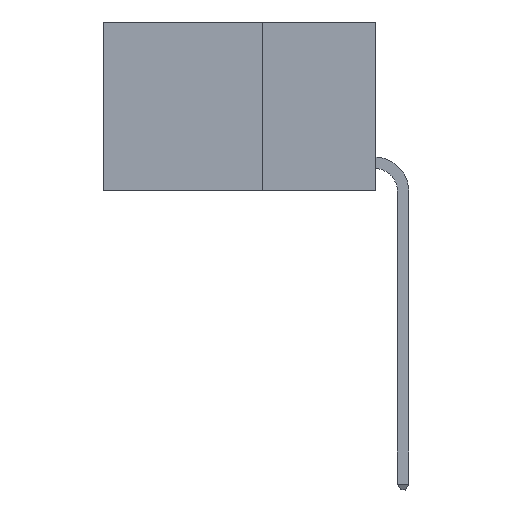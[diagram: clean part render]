
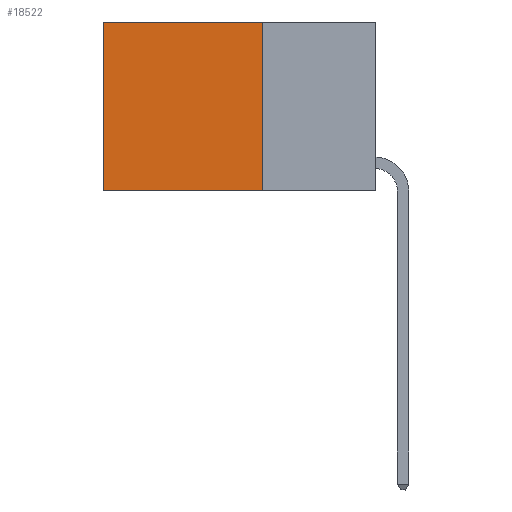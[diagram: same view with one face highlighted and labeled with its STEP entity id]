
A CAD part, left-side view. The second image highlights one B-rep face of the part: STEP entity #18522.
In plain terms, the highlighted planar face has unit normal (-1, 0, 0).
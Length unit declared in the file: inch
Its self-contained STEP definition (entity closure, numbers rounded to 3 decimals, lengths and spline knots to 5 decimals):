
#334 = LINE ( 'NONE', #11741, #4641 ) ;
#1752 = VERTEX_POINT ( 'NONE', #3782 ) ;
#2075 = EDGE_CURVE ( 'NONE', #7680, #18872, #19057, .T. ) ;
#2087 = CARTESIAN_POINT ( 'NONE',  ( 0.2625, 0.25, 0. ) ) ;
#2655 = CARTESIAN_POINT ( 'NONE',  ( 0.2625, 0.25, 0. ) ) ;
#3306 = EDGE_LOOP ( 'NONE', ( #13024, #4490, #17702, #15891 ) ) ;
#3696 = DIRECTION ( 'NONE',  ( 0., 0., -1. ) ) ;
#3782 = CARTESIAN_POINT ( 'NONE',  ( 0.2625, 0.6, -0.37 ) ) ;
#4490 = ORIENTED_EDGE ( 'NONE', *, *, #7729, .F. ) ;
#4641 = VECTOR ( 'NONE', #13359, 39.37008 ) ;
#4958 = DIRECTION ( 'NONE',  ( 0., 0., -1. ) ) ;
#5280 = DIRECTION ( 'NONE',  ( 0., 0., -1. ) ) ;
#6884 = PLANE ( 'NONE',  #17560 ) ;
#7641 = VECTOR ( 'NONE', #10984, 39.37008 ) ;
#7680 = VERTEX_POINT ( 'NONE', #2655 ) ;
#7729 = EDGE_CURVE ( 'NONE', #18872, #1752, #11989, .T. ) ;
#8026 = LINE ( 'NONE', #11771, #16141 ) ;
#8059 = VERTEX_POINT ( 'NONE', #19763 ) ;
#9398 = CARTESIAN_POINT ( 'NONE',  ( 0.2625, 0.25, -0.37 ) ) ;
#10485 = VECTOR ( 'NONE', #4958, 39.37008 ) ;
#10984 = DIRECTION ( 'NONE',  ( 0., 1., 0. ) ) ;
#11741 = CARTESIAN_POINT ( 'NONE',  ( 0.2625, 0.25, 0. ) ) ;
#11771 = CARTESIAN_POINT ( 'NONE',  ( 0.2625, 0.6, 0. ) ) ;
#11989 = LINE ( 'NONE', #15767, #7641 ) ;
#13024 = ORIENTED_EDGE ( 'NONE', *, *, #19744, .T. ) ;
#13090 = CARTESIAN_POINT ( 'NONE',  ( 0.2625, 0.25, 0. ) ) ;
#13359 = DIRECTION ( 'NONE',  ( 0., 1., 0. ) ) ;
#13432 = DIRECTION ( 'NONE',  ( 1., 0., 0. ) ) ;
#15767 = CARTESIAN_POINT ( 'NONE',  ( 0.2625, 0.25, -0.37 ) ) ;
#15891 = ORIENTED_EDGE ( 'NONE', *, *, #18496, .T. ) ;
#16141 = VECTOR ( 'NONE', #5280, 39.37008 ) ;
#16567 = FACE_OUTER_BOUND ( 'NONE', #3306, .T. ) ;
#17560 = AXIS2_PLACEMENT_3D ( 'NONE', #2087, #13432, #3696 ) ;
#17702 = ORIENTED_EDGE ( 'NONE', *, *, #2075, .F. ) ;
#18496 = EDGE_CURVE ( 'NONE', #7680, #8059, #334, .T. ) ;
#18522 = ADVANCED_FACE ( 'NONE', ( #16567 ), #6884, .F. ) ;
#18872 = VERTEX_POINT ( 'NONE', #9398 ) ;
#19057 = LINE ( 'NONE', #13090, #10485 ) ;
#19744 = EDGE_CURVE ( 'NONE', #8059, #1752, #8026, .T. ) ;
#19763 = CARTESIAN_POINT ( 'NONE',  ( 0.2625, 0.6, 0. ) ) ;
